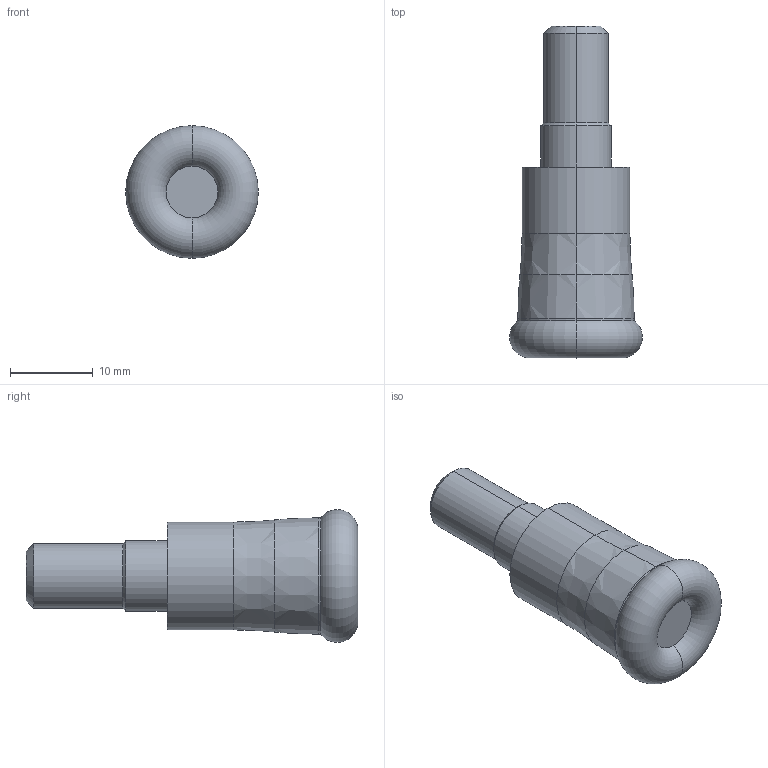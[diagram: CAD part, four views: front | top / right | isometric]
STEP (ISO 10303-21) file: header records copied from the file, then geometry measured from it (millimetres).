
FILE_DESCRIPTION (( 'STEP AP203' ), '1' );
FILE_NAME ('S809-16-23-04-05-.STEP', '2019-04-04T13:15:55', ( '' ), ( '' ), 'SwSTEP 2.0', 'SolidWorks 2018', '' );
FILE_SCHEMA (( 'CONFIG_CONTROL_DESIGN' ));
Length unit declared in the file: millimetre
Products named in the file (1): S809-16-23-04-05-
Bounding box: 15.99 x 40 x 15.99 mm (x, y, z)
Volume: 4147.2 mm3; surface area: 1731.6 mm2
Topology: 1 solids, 1 shells, 25 faces, 50 edges, 27 vertices
Faces by surface type: cylinder 8, bspline 6, cone 6, plane 3, torus 2
Entity records: 779 total; most frequent: CARTESIAN_POINT 191, DIRECTION 122, ORIENTED_EDGE 96, AXIS2_PLACEMENT_3D 54, EDGE_CURVE 48, CIRCLE 34, EDGE_LOOP 27, VERTEX_POINT 27
